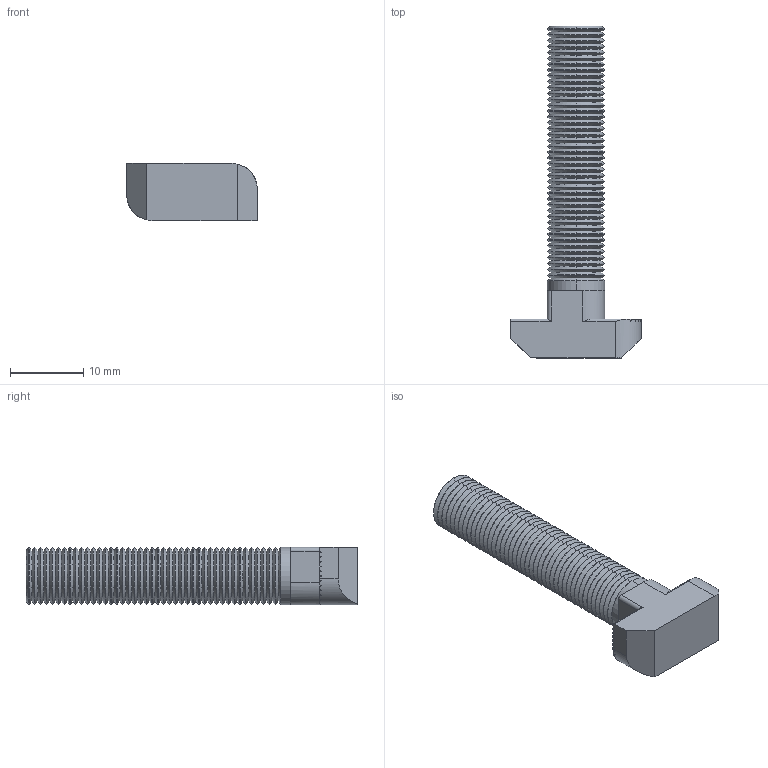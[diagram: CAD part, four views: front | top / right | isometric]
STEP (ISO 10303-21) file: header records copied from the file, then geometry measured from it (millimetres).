
FILE_DESCRIPTION (( 'STEP AP203' ), '1' );
FILE_NAME ('CE-TB8X40-8(2017).STEP', '2017-10-20T07:21:19', ( 'Windows 蚚誧' ), ( 'Users' ), 'SwSTEP 2.0', 'SolidWorks 2012', '' );
FILE_SCHEMA (( 'CONFIG_CONTROL_DESIGN' ));
Length unit declared in the file: millimetre
Products named in the file (1): CE-TB8X40-8(2017)
Bounding box: 17.8 x 45.3 x 7.8 mm (x, y, z)
Volume: 2405.7 mm3; surface area: 2049.4 mm2
Topology: 2 solids, 2 shells, 309 faces, 652 edges, 348 vertices
Faces by surface type: cone 174, cylinder 118, plane 17
Entity records: 8301 total; most frequent: DIRECTION 1546, CARTESIAN_POINT 1544, ORIENTED_EDGE 1304, EDGE_CURVE 652, AXIS2_PLACEMENT_3D 610, VERTEX_POINT 348, VECTOR 326, LINE 326
